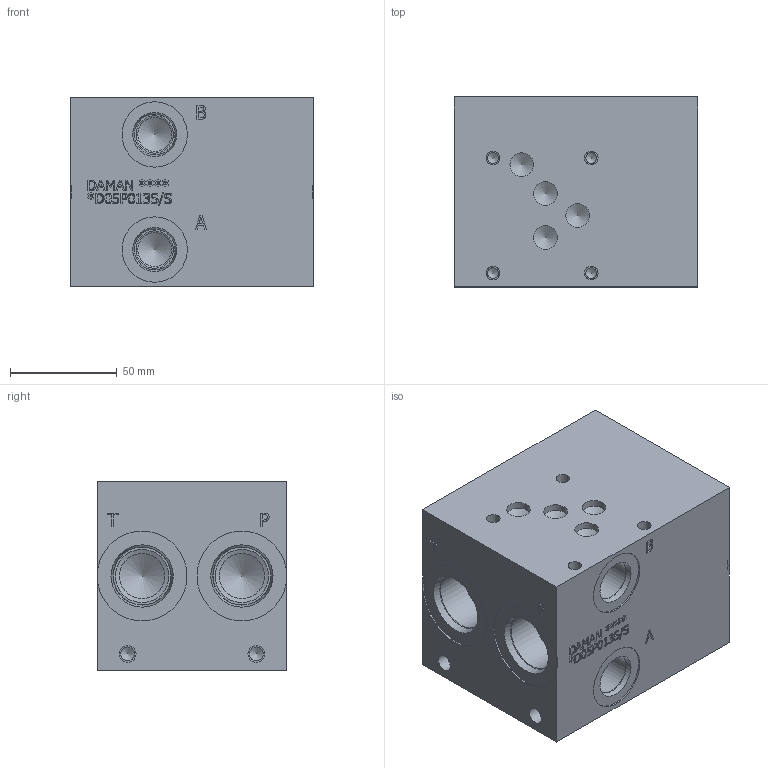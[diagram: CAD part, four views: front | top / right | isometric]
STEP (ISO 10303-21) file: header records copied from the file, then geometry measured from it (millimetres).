
FILE_DESCRIPTION(/* description */ (''),/* implementation_level */ '2;1');
FILE_NAME(/* name */ '_D05P013S~S.stp',/* time_stamp */ '2020-03-09T13:23:34-04:00',/* author */ ('devonn'),/* organization */ (''),/* preprocessor_version */ 'ST-DEVELOPER v17',/* originating_system */ 'Autodesk Inventor 2019',/* authorisation */ '');
FILE_SCHEMA (('AUTOMOTIVE_DESIGN { 1 0 10303 214 3 1 1 }'));
Length unit declared in the file: millimetre
Products named in the file (1): Part_AD05P013S~S.C01783R5_3D
Bounding box: 114.3 x 88.9 x 88.9 mm (x, y, z)
Volume: 791868.5 mm3; surface area: 76236.3 mm2
Topology: 1 solids, 1 shells, 548 faces, 1508 edges, 1019 vertices
Faces by surface type: plane 312, bspline 143, cylinder 55, cone 38
Full cylindrical faces by diameter (mm): 5.105 x4, 6.35 x4, 6.528 x4, 7.925 x4, 11.113 x2, 11.125 x2, 15.875 x2, 17.475 x1, 17.501 x2, 19.05 x2, 19.253 x2, 21.184 x3, 22.225 x1, 23.698 x1, 24.917 x3, 25.4 x1, 26.187 x1, 26.99 x1, 27 x3, 27.381 x1, 27.432 x4, 30.632 x2, 42.037 x4
Entity records: 18583 total; most frequent: CARTESIAN_POINT 4980, ORIENTED_EDGE 2978, DIRECTION 2220, EDGE_CURVE 1489, VERTEX_POINT 1019, LINE 986, VECTOR 986, EDGE_LOOP 626
